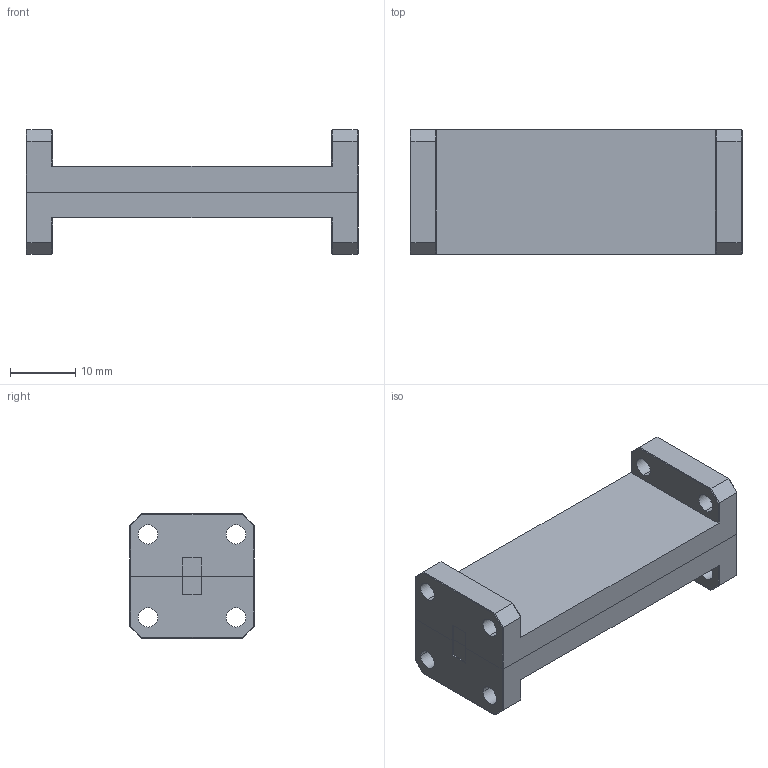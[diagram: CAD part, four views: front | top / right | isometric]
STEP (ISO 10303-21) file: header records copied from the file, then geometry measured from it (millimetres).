
FILE_DESCRIPTION (( 'STEP AP214' ), '1' );
FILE_NAME ('WF-BQ-599, Defeatured.STEP', '2022-06-02T22:18:24', ( '' ), ( '' ), 'SwSTEP 2.0', 'SolidWorks 2021', '' );
FILE_SCHEMA (( 'AUTOMOTIVE_DESIGN' ));
Length unit declared in the file: inch
Products named in the file (1): WF-BQ-599, Defeatured
Bounding box: 50.8 x 19.05 x 19.05 mm (x, y, z)
Volume: 8977.2 mm3; surface area: 6803 mm2
Topology: 2 solids, 2 shells, 340 faces, 726 edges, 420 vertices
Faces by surface type: plane 174, cone 110, cylinder 56
Entity records: 13637 total; most frequent: CARTESIAN_POINT 1877, DIRECTION 1560, ORIENTED_EDGE 1452, EDGE_CURVE 726, AXIS2_PLACEMENT_3D 563, VECTOR 434, LINE 434, VERTEX_POINT 420
